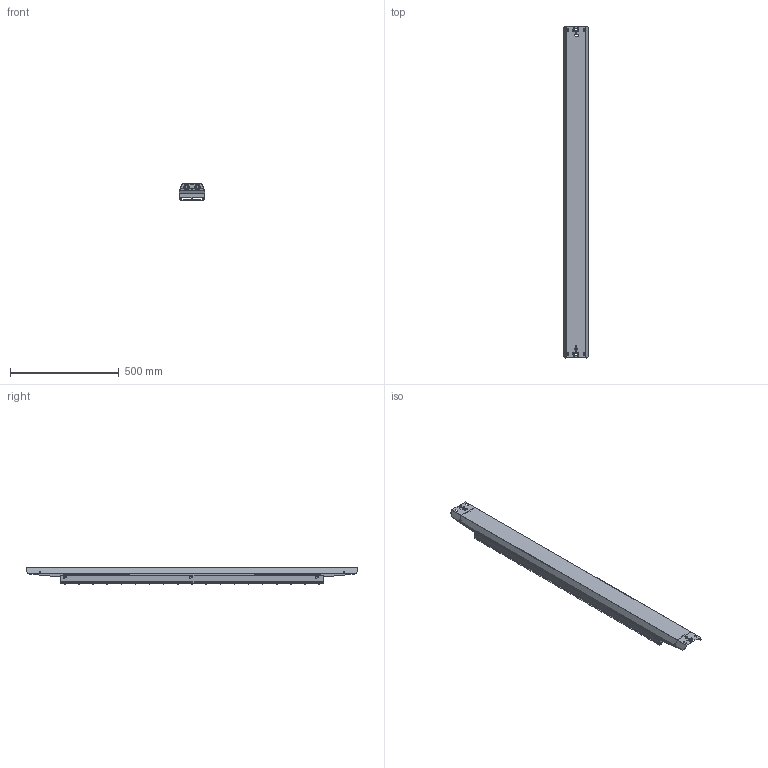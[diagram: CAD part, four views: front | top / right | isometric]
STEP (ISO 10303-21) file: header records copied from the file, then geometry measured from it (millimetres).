
FILE_DESCRIPTION (( 'STEP AP214' ), '1' );
FILE_NAME ('LB_FLEX_BP.STEP', '2022-12-07T10:22:23', ( '' ), ( '' ), 'SwSTEP 2.0', 'SolidWorks 2020', '' );
FILE_SCHEMA (( 'AUTOMOTIVE_DESIGN' ));
Length unit declared in the file: millimetre
Products named in the file (1): LB_FLEX_BP
Bounding box: 117 x 1527 x 75.3 mm (x, y, z)
Volume: 669762.1 mm3; surface area: 1744435.4 mm2
Topology: 16 solids, 16 shells, 1560 faces, 3973 edges, 2430 vertices
Faces by surface type: plane 858, cylinder 530, torus 108, sphere 32, bspline 16, cone 16
Entity records: 65912 total; most frequent: CARTESIAN_POINT 10306, DIRECTION 8137, ORIENTED_EDGE 7882, EDGE_CURVE 3941, AXIS2_PLACEMENT_3D 2797, VECTOR 2543, LINE 2543, VERTEX_POINT 2430
